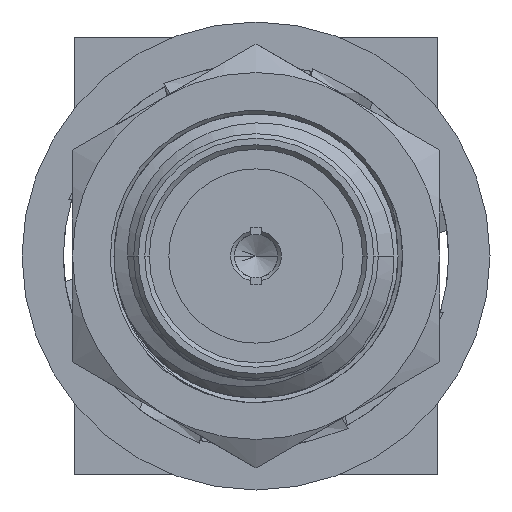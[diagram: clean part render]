
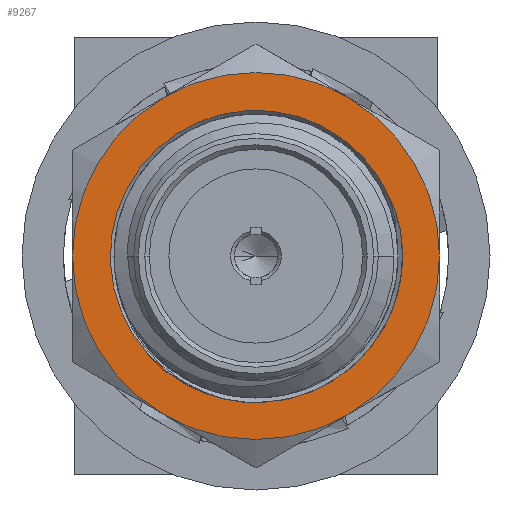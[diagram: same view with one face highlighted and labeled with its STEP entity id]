
A CAD part, left-side view. The second image highlights one B-rep face of the part: STEP entity #9267.
In plain terms, the highlighted planar face has unit normal (-1, 0, 0).
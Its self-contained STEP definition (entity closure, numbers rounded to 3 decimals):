
#3464 = VERTEX_POINT('',#3465);
#3465 = CARTESIAN_POINT('',(-7.6,0.708,-3.115));
#3575 = EDGE_CURVE('',#3464,#3576,#3578,.T.);
#3576 = VERTEX_POINT('',#3577);
#3577 = CARTESIAN_POINT('',(-7.6,1.003,-3.014));
#3578 = B_SPLINE_CURVE_WITH_KNOTS('',3,(#3579,#3580,#3581,#3582,#3583,
    #3584),.UNSPECIFIED.,.F.,.F.,(4,1,1,4),(0.,0.333,
    0.667,1.),.UNSPECIFIED.);
#3579 = CARTESIAN_POINT('',(-7.6,0.708,-3.115));
#3580 = CARTESIAN_POINT('',(-7.6,0.742,-3.106));
#3581 = CARTESIAN_POINT('',(-7.6,0.808,-3.085));
#3582 = CARTESIAN_POINT('',(-7.6,0.906,-3.051));
#3583 = CARTESIAN_POINT('',(-7.6,0.971,-3.026));
#3584 = CARTESIAN_POINT('',(-7.6,1.003,-3.014));
#8937 = VERTEX_POINT('',#8938);
#8938 = CARTESIAN_POINT('',(-7.6,-2.897,1.302));
#8955 = EDGE_CURVE('',#8937,#8956,#8958,.T.);
#8956 = VERTEX_POINT('',#8957);
#8957 = CARTESIAN_POINT('',(-7.6,-3.028,1.02));
#8958 = B_SPLINE_CURVE_WITH_KNOTS('',3,(#8959,#8960,#8961,#8962,#8963,
    #8964),.UNSPECIFIED.,.F.,.F.,(4,1,1,4),(0.,0.333,
    0.667,1.),.UNSPECIFIED.);
#8959 = CARTESIAN_POINT('',(-7.6,-2.897,1.302));
#8960 = CARTESIAN_POINT('',(-7.6,-2.913,1.271));
#8961 = CARTESIAN_POINT('',(-7.6,-2.944,1.21));
#8962 = CARTESIAN_POINT('',(-7.6,-2.988,1.116));
#8963 = CARTESIAN_POINT('',(-7.6,-3.015,1.052));
#8964 = CARTESIAN_POINT('',(-7.6,-3.028,1.02));
#9254 = EDGE_CURVE('',#3576,#8937,#9255,.T.);
#9255 = CIRCLE('',#9256,3.176);
#9256 = AXIS2_PLACEMENT_3D('',#9257,#9258,#9259);
#9257 = CARTESIAN_POINT('',(-7.6,0.,0.));
#9258 = DIRECTION('',(1.,-0.,0.));
#9259 = DIRECTION('',(0.,0.316,-0.949));
#9267 = ADVANCED_FACE('',(#9268,#9324),#9351,.F.);
#9268 = FACE_BOUND('',#9269,.F.);
#9269 = EDGE_LOOP('',(#9270,#9281,#9290,#9299,#9308,#9317));
#9270 = ORIENTED_EDGE('',*,*,#9271,.F.);
#9271 = EDGE_CURVE('',#9272,#9274,#9276,.T.);
#9272 = VERTEX_POINT('',#9273);
#9273 = CARTESIAN_POINT('',(-7.6,-2.,3.464));
#9274 = VERTEX_POINT('',#9275);
#9275 = CARTESIAN_POINT('',(-7.6,2.,3.464));
#9276 = CIRCLE('',#9277,4.);
#9277 = AXIS2_PLACEMENT_3D('',#9278,#9279,#9280);
#9278 = CARTESIAN_POINT('',(-7.6,0.,0.));
#9279 = DIRECTION('',(-1.,0.,0.));
#9280 = DIRECTION('',(0.,-0.5,0.866));
#9281 = ORIENTED_EDGE('',*,*,#9282,.T.);
#9282 = EDGE_CURVE('',#9272,#9283,#9285,.T.);
#9283 = VERTEX_POINT('',#9284);
#9284 = CARTESIAN_POINT('',(-7.6,-4.,0.));
#9285 = CIRCLE('',#9286,4.);
#9286 = AXIS2_PLACEMENT_3D('',#9287,#9288,#9289);
#9287 = CARTESIAN_POINT('',(-7.6,0.,0.));
#9288 = DIRECTION('',(1.,0.,0.));
#9289 = DIRECTION('',(0.,-0.5,0.866));
#9290 = ORIENTED_EDGE('',*,*,#9291,.T.);
#9291 = EDGE_CURVE('',#9283,#9292,#9294,.T.);
#9292 = VERTEX_POINT('',#9293);
#9293 = CARTESIAN_POINT('',(-7.6,-2.,-3.464));
#9294 = CIRCLE('',#9295,4.);
#9295 = AXIS2_PLACEMENT_3D('',#9296,#9297,#9298);
#9296 = CARTESIAN_POINT('',(-7.6,0.,0.));
#9297 = DIRECTION('',(1.,0.,0.));
#9298 = DIRECTION('',(0.,-1.,0.));
#9299 = ORIENTED_EDGE('',*,*,#9300,.F.);
#9300 = EDGE_CURVE('',#9301,#9292,#9303,.T.);
#9301 = VERTEX_POINT('',#9302);
#9302 = CARTESIAN_POINT('',(-7.6,2.,-3.464));
#9303 = CIRCLE('',#9304,4.);
#9304 = AXIS2_PLACEMENT_3D('',#9305,#9306,#9307);
#9305 = CARTESIAN_POINT('',(-7.6,0.,0.));
#9306 = DIRECTION('',(-1.,0.,0.));
#9307 = DIRECTION('',(0.,0.5,-0.866));
#9308 = ORIENTED_EDGE('',*,*,#9309,.T.);
#9309 = EDGE_CURVE('',#9301,#9310,#9312,.T.);
#9310 = VERTEX_POINT('',#9311);
#9311 = CARTESIAN_POINT('',(-7.6,4.,0.));
#9312 = CIRCLE('',#9313,4.);
#9313 = AXIS2_PLACEMENT_3D('',#9314,#9315,#9316);
#9314 = CARTESIAN_POINT('',(-7.6,0.,0.));
#9315 = DIRECTION('',(1.,-0.,0.));
#9316 = DIRECTION('',(0.,0.5,-0.866));
#9317 = ORIENTED_EDGE('',*,*,#9318,.T.);
#9318 = EDGE_CURVE('',#9310,#9274,#9319,.T.);
#9319 = CIRCLE('',#9320,4.);
#9320 = AXIS2_PLACEMENT_3D('',#9321,#9322,#9323);
#9321 = CARTESIAN_POINT('',(-7.6,0.,0.));
#9322 = DIRECTION('',(1.,0.,0.));
#9323 = DIRECTION('',(0.,1.,0.));
#9324 = FACE_BOUND('',#9325,.F.);
#9325 = EDGE_LOOP('',(#9326,#9327,#9349,#9350));
#9326 = ORIENTED_EDGE('',*,*,#3575,.F.);
#9327 = ORIENTED_EDGE('',*,*,#9328,.F.);
#9328 = EDGE_CURVE('',#8956,#3464,#9329,.T.);
#9329 = B_SPLINE_CURVE_WITH_KNOTS('',3,(#9330,#9331,#9332,#9333,#9334,
    #9335,#9336,#9337,#9338,#9339,#9340,#9341,#9342,#9343,#9344,#9345,
    #9346,#9347,#9348),.UNSPECIFIED.,.F.,.F.,(4,1,1,1,1,1,1,1,1,1,1,1,1,
    1,1,1,4),(0.,0.063,0.125,0.188,0.25,0.313,0.375,0.438,0.5,
    0.563,0.625,0.688,0.75,0.813,0.875,0.938,1.),
  .QUASI_UNIFORM_KNOTS.);
#9330 = CARTESIAN_POINT('',(-7.6,-3.028,1.02));
#9331 = CARTESIAN_POINT('',(-7.6,-3.073,0.885));
#9332 = CARTESIAN_POINT('',(-7.6,-3.145,0.613));
#9333 = CARTESIAN_POINT('',(-7.6,-3.199,0.192));
#9334 = CARTESIAN_POINT('',(-7.6,-3.196,-0.232));
#9335 = CARTESIAN_POINT('',(-7.6,-3.137,-0.652));
#9336 = CARTESIAN_POINT('',(-7.6,-3.024,-1.061));
#9337 = CARTESIAN_POINT('',(-7.6,-2.857,-1.451));
#9338 = CARTESIAN_POINT('',(-7.6,-2.641,-1.815));
#9339 = CARTESIAN_POINT('',(-7.6,-2.378,-2.148));
#9340 = CARTESIAN_POINT('',(-7.6,-2.073,-2.443));
#9341 = CARTESIAN_POINT('',(-7.6,-1.732,-2.696));
#9342 = CARTESIAN_POINT('',(-7.6,-1.361,-2.901));
#9343 = CARTESIAN_POINT('',(-7.6,-0.966,-3.055));
#9344 = CARTESIAN_POINT('',(-7.6,-0.554,-3.156));
#9345 = CARTESIAN_POINT('',(-7.6,-0.133,-3.202));
#9346 = CARTESIAN_POINT('',(-7.6,0.292,-3.191));
#9347 = CARTESIAN_POINT('',(-7.6,0.57,-3.147));
#9348 = CARTESIAN_POINT('',(-7.6,0.708,-3.115));
#9349 = ORIENTED_EDGE('',*,*,#8955,.F.);
#9350 = ORIENTED_EDGE('',*,*,#9254,.F.);
#9351 = PLANE('',#9352);
#9352 = AXIS2_PLACEMENT_3D('',#9353,#9354,#9355);
#9353 = CARTESIAN_POINT('',(-7.6,0.,0.));
#9354 = DIRECTION('',(1.,0.,0.));
#9355 = DIRECTION('',(0.,0.,-1.));
